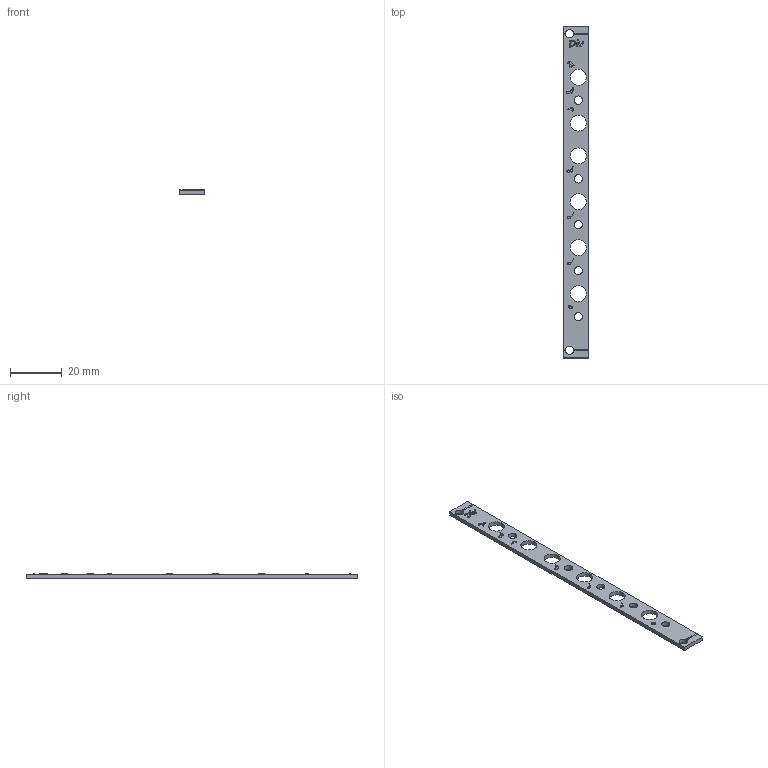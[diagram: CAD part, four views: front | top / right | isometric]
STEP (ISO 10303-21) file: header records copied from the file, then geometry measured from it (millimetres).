
FILE_DESCRIPTION (( 'STEP AP214' ), '1' );
FILE_NAME ('Slimline Clock Divider V2 Front.STEP', '2023-03-04T07:43:43', ( '' ), ( '' ), 'SwSTEP 2.0', 'SolidWorks 2020', '' );
FILE_SCHEMA (( 'AUTOMOTIVE_DESIGN' ));
Length unit declared in the file: millimetre
Products named in the file (1): Slimline Clock Divider V2 Front
Bounding box: 9.8 x 128.5 x 1.7 mm (x, y, z)
Volume: 1637 mm3; surface area: 2798.8 mm2
Topology: 1 solids, 1 shells, 251 faces, 699 edges, 466 vertices
Faces by surface type: bspline 142, plane 83, cylinder 26
Entity records: 15539 total; most frequent: CARTESIAN_POINT 7519, ORIENTED_EDGE 1398, EDGE_CURVE 699, DIRECTION 687, VERTEX_POINT 466, VECTOR 363, LINE 363, EDGE_LOOP 293
